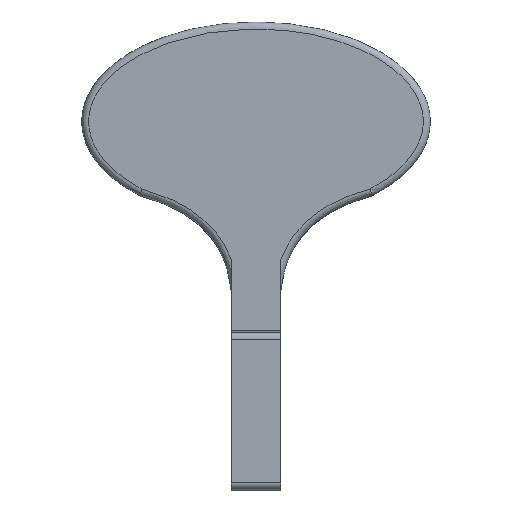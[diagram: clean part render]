
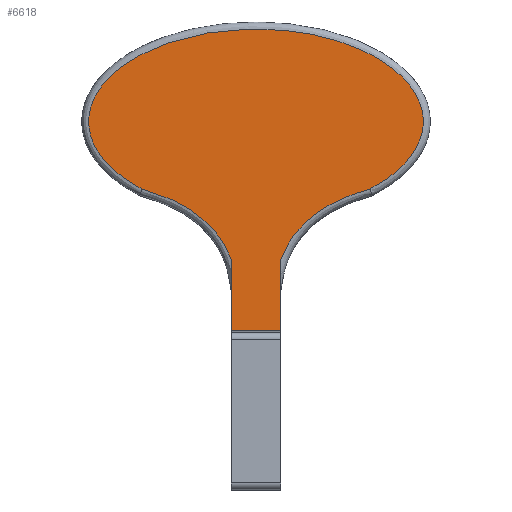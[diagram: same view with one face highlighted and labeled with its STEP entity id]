
A CAD part, top view. The second image highlights one B-rep face of the part: STEP entity #6618.
In plain terms, the highlighted planar face has unit normal (0, 0, 1).
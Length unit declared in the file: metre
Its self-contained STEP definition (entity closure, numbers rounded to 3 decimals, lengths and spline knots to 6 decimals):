
#356=LINE('',#9417,#924);
#357=LINE('',#9427,#925);
#358=LINE('',#9428,#926);
#924=VECTOR('',#7543,1.);
#925=VECTOR('',#7546,1.);
#926=VECTOR('',#7547,1.);
#1513=B_SPLINE_CURVE_WITH_KNOTS('',3,(#9419,#9420,#9421,#9422,#9423,#9424),
 .UNSPECIFIED.,.F.,.F.,(4,1,1,4),(0.,0.005931,
0.008897,0.011863),.UNSPECIFIED.);
#1514=B_SPLINE_CURVE_WITH_KNOTS('',3,(#9430,#9431,#9432,#9433,#9434,#9435),
 .UNSPECIFIED.,.F.,.F.,(4,1,1,4),(0.,0.002984,0.005967,
0.011935),.UNSPECIFIED.);
#1515=B_SPLINE_CURVE_WITH_KNOTS('',3,(#9437,#9438,#9439,#9440,#9441,#9442,
#9443,#9444,#9445,#9446,#9447,#9448,#9449,#9450,#9451,#9452,#9453,#9454,
#9455,#9456,#9457,#9458,#9459,#9460,#9461),.UNSPECIFIED.,.F.,.F.,(4,1,1,
1,1,1,1,1,1,1,1,1,1,1,1,1,1,1,1,1,1,1,4),(0.,0.003777,0.005666,
0.007555,0.009444,0.011332,0.013221,
0.01511,0.018887,0.022665,0.026442,
0.030219,0.033997,0.037774,0.041552,
0.045329,0.047218,0.049107,0.050995,
0.052884,0.054773,0.056661,0.060439),
 .UNSPECIFIED.);
#2024=ORIENTED_EDGE('',*,*,#4100,.T.);
#2025=ORIENTED_EDGE('',*,*,#4101,.F.);
#2026=ORIENTED_EDGE('',*,*,#4099,.T.);
#2027=ORIENTED_EDGE('',*,*,#4102,.T.);
#2028=ORIENTED_EDGE('',*,*,#4103,.T.);
#2029=ORIENTED_EDGE('',*,*,#4104,.T.);
#4099=EDGE_CURVE('',#5135,#5137,#356,.T.);
#4100=EDGE_CURVE('',#5138,#5139,#1513,.T.);
#4101=EDGE_CURVE('',#5135,#5139,#357,.T.);
#4102=EDGE_CURVE('',#5137,#5140,#358,.T.);
#4103=EDGE_CURVE('',#5140,#5141,#1514,.T.);
#4104=EDGE_CURVE('',#5141,#5138,#1515,.T.);
#5135=VERTEX_POINT('',#9412);
#5137=VERTEX_POINT('',#9416);
#5138=VERTEX_POINT('',#9425);
#5139=VERTEX_POINT('',#9426);
#5140=VERTEX_POINT('',#9429);
#5141=VERTEX_POINT('',#9436);
#5680=EDGE_LOOP('',(#2024,#2025,#2026,#2027,#2028,#2029));
#6088=FACE_BOUND('',#5680,.T.);
#6476=PLANE('',#7057);
#6618=ADVANCED_FACE('',(#6088),#6476,.T.);
#7057=AXIS2_PLACEMENT_3D('',#9418,#7544,#7545);
#7543=DIRECTION('',(1.,0.,0.));
#7544=DIRECTION('',(0.,0.,1.));
#7545=DIRECTION('',(1.,0.,0.));
#7546=DIRECTION('',(0.,1.,0.));
#7547=DIRECTION('',(0.,1.,0.));
#9412=CARTESIAN_POINT('',(-0.0025,-0.021,-0.036));
#9416=CARTESIAN_POINT('',(0.0025,-0.021,-0.036));
#9417=CARTESIAN_POINT('',(0.,-0.021,-0.036));
#9418=CARTESIAN_POINT('',(0.,-0.0135,-0.036));
#9419=CARTESIAN_POINT('',(-0.01143,-0.006788,-0.036));
#9420=CARTESIAN_POINT('',(-0.009521,-0.007314,-0.036));
#9421=CARTESIAN_POINT('',(-0.006742,-0.008422,-0.036));
#9422=CARTESIAN_POINT('',(-0.003806,-0.011176,-0.036));
#9423=CARTESIAN_POINT('',(-0.00285,-0.012909,-0.036));
#9424=CARTESIAN_POINT('',(-0.0025,-0.01384,-0.036));
#9425=CARTESIAN_POINT('',(-0.01143,-0.006788,-0.036));
#9426=CARTESIAN_POINT('',(-0.0025,-0.01384,-0.036));
#9427=CARTESIAN_POINT('',(-0.0025,-0.022,-0.036));
#9428=CARTESIAN_POINT('',(0.0025,-0.032,-0.036));
#9429=CARTESIAN_POINT('',(0.0025,-0.01384,-0.036));
#9430=CARTESIAN_POINT('',(0.0025,-0.01384,-0.036));
#9431=CARTESIAN_POINT('',(0.00285,-0.012909,-0.036));
#9432=CARTESIAN_POINT('',(0.003806,-0.011176,-0.036));
#9433=CARTESIAN_POINT('',(0.006742,-0.008422,-0.036));
#9434=CARTESIAN_POINT('',(0.009521,-0.007314,-0.036));
#9435=CARTESIAN_POINT('',(0.01143,-0.006788,-0.036));
#9436=CARTESIAN_POINT('',(0.01143,-0.006788,-0.036));
#9437=CARTESIAN_POINT('',(0.01143,-0.006788,-0.036));
#9438=CARTESIAN_POINT('',(0.012549,-0.006208,-0.036));
#9439=CARTESIAN_POINT('',(0.014128,-0.005168,-0.036));
#9440=CARTESIAN_POINT('',(0.015801,-0.003269,-0.036));
#9441=CARTESIAN_POINT('',(0.016667,-0.001571,-0.036));
#9442=CARTESIAN_POINT('',(0.01691,0.000339,-0.036));
#9443=CARTESIAN_POINT('',(0.016426,0.002186,-0.036));
#9444=CARTESIAN_POINT('',(0.015397,0.003797,-0.036));
#9445=CARTESIAN_POINT('',(0.013627,0.005549,-0.036));
#9446=CARTESIAN_POINT('',(0.010919,0.007183,-0.036));
#9447=CARTESIAN_POINT('',(0.007364,0.008443,-0.036));
#9448=CARTESIAN_POINT('',(0.003738,0.009144,-0.036));
#9449=CARTESIAN_POINT('',(0.000007,0.009377,-0.036));
#9450=CARTESIAN_POINT('',(-0.00373,0.009147,-0.036));
#9451=CARTESIAN_POINT('',(-0.007423,0.008428,-0.036));
#9452=CARTESIAN_POINT('',(-0.010928,0.007175,-0.036));
#9453=CARTESIAN_POINT('',(-0.01363,0.005551,-0.036));
#9454=CARTESIAN_POINT('',(-0.015417,0.003772,-0.036));
#9455=CARTESIAN_POINT('',(-0.016431,0.002176,-0.036));
#9456=CARTESIAN_POINT('',(-0.016912,0.000311,-0.036));
#9457=CARTESIAN_POINT('',(-0.016664,-0.001575,-0.036));
#9458=CARTESIAN_POINT('',(-0.015796,-0.003276,-0.036));
#9459=CARTESIAN_POINT('',(-0.014133,-0.005162,-0.036));
#9460=CARTESIAN_POINT('',(-0.012548,-0.006209,-0.036));
#9461=CARTESIAN_POINT('',(-0.01143,-0.006788,-0.036));
